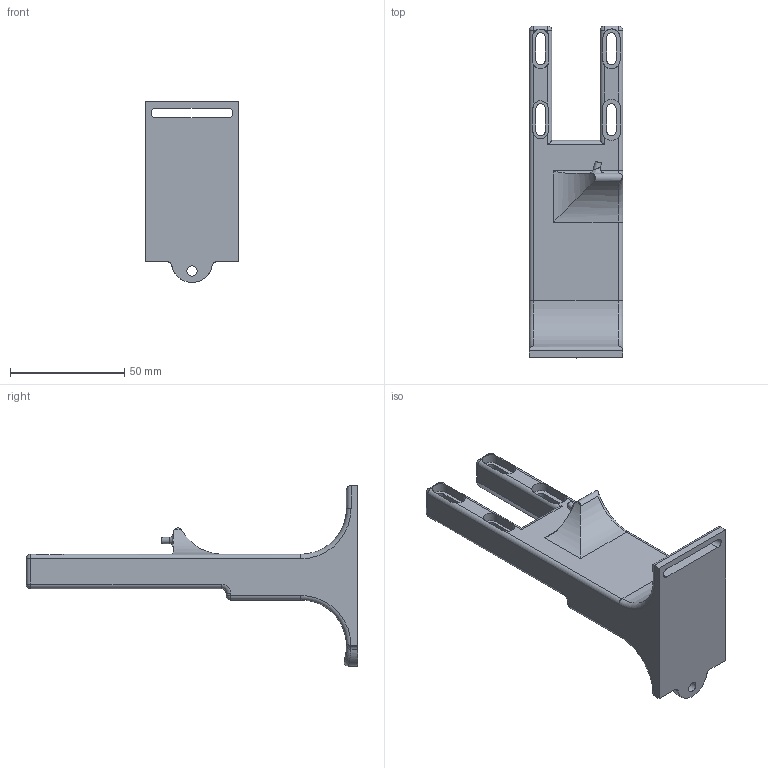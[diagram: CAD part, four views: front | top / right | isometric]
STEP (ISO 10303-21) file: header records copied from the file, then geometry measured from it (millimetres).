
FILE_DESCRIPTION(/* description */ (''),/* implementation_level */ '2;1');
FILE_NAME(/* name */ 'soporte05.stp',/* time_stamp */ '2015-09-21T10:43:30+02:00',/* author */ ('Startic'),/* organization */ (''),/* preprocessor_version */ 'ST-DEVELOPER v16.1',/* originating_system */ 'Autodesk Inventor LT ',/* authorisation */ '');
FILE_SCHEMA (('AUTOMOTIVE_DESIGN { 1 0 10303 214 3 1 1 }'));
Length unit declared in the file: millimetre
Products named in the file (1): soporte05
Bounding box: 41 x 145 x 79 mm (x, y, z)
Volume: 98882.9 mm3; surface area: 23592.9 mm2
Topology: 1 solids, 1 shells, 129 faces, 336 edges, 207 vertices
Faces by surface type: cylinder 58, plane 48, torus 8, sphere 8, bspline 7
Full cylindrical faces by diameter (mm): 2.8 x1, 4.5 x1
Entity records: 4689 total; most frequent: CARTESIAN_POINT 1527, ORIENTED_EDGE 660, DIRECTION 653, EDGE_CURVE 330, AXIS2_PLACEMENT_3D 241, VERTEX_POINT 205, LINE 171, VECTOR 171
